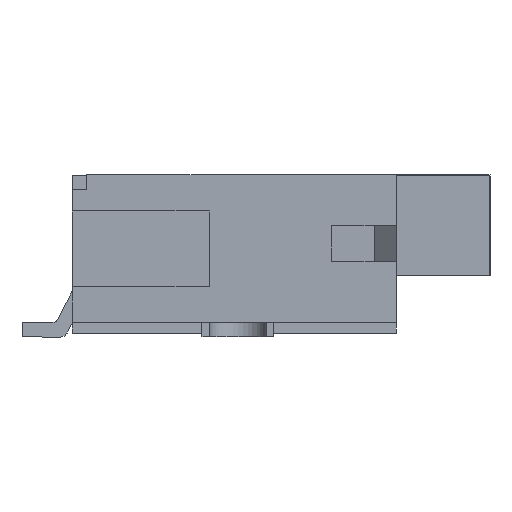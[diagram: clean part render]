
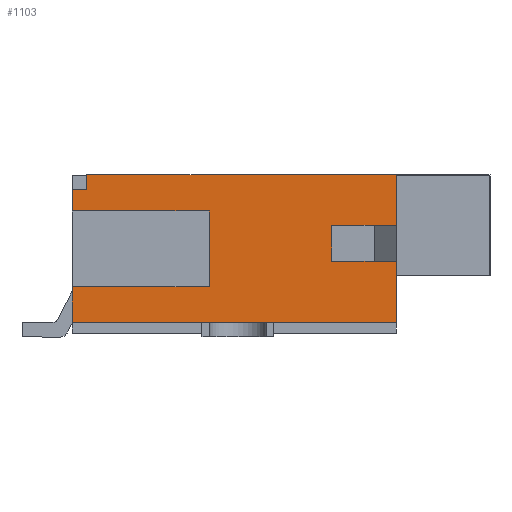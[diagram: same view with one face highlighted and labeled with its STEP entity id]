
A CAD part, left-side view. The second image highlights one B-rep face of the part: STEP entity #1103.
In plain terms, the highlighted planar face has unit normal (-1, 0, 0).
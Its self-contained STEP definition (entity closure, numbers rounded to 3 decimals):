
#1103 = ADVANCED_FACE( '', ( #2379 ), #2380, .T. );
#2379 = FACE_OUTER_BOUND( '', #3962, .T. );
#2380 = PLANE( '', #3963 );
#3962 = EDGE_LOOP( '', ( #6131, #6132, #6133, #6134, #6135, #6136, #6137, #6138, #6139, #6140, #6141, #6142, #6143, #6144 ) );
#3963 = AXIS2_PLACEMENT_3D( '', #6145, #6146, #6147 );
#6131 = ORIENTED_EDGE( '', *, *, #11721, .T. );
#6132 = ORIENTED_EDGE( '', *, *, #11722, .T. );
#6133 = ORIENTED_EDGE( '', *, *, #11723, .T. );
#6134 = ORIENTED_EDGE( '', *, *, #11724, .F. );
#6135 = ORIENTED_EDGE( '', *, *, #11383, .T. );
#6136 = ORIENTED_EDGE( '', *, *, #11725, .T. );
#6137 = ORIENTED_EDGE( '', *, *, #11726, .T. );
#6138 = ORIENTED_EDGE( '', *, *, #11727, .F. );
#6139 = ORIENTED_EDGE( '', *, *, #11728, .T. );
#6140 = ORIENTED_EDGE( '', *, *, #11729, .T. );
#6141 = ORIENTED_EDGE( '', *, *, #11730, .T. );
#6142 = ORIENTED_EDGE( '', *, *, #11731, .T. );
#6143 = ORIENTED_EDGE( '', *, *, #11732, .T. );
#6144 = ORIENTED_EDGE( '', *, *, #11733, .T. );
#6145 = CARTESIAN_POINT( '', ( -10.55, 0., 0. ) );
#6146 = DIRECTION( '', ( -1., 0., 0. ) );
#6147 = DIRECTION( '', ( 0., 0., 1. ) );
#11383 = EDGE_CURVE( '', #13974, #13978, #13980, .T. );
#11721 = EDGE_CURVE( '', #14585, #14586, #14587, .T. );
#11722 = EDGE_CURVE( '', #14586, #14588, #14589, .T. );
#11723 = EDGE_CURVE( '', #14588, #14590, #14591, .T. );
#11724 = EDGE_CURVE( '', #13974, #14590, #14592, .T. );
#11725 = EDGE_CURVE( '', #13978, #14593, #14594, .T. );
#11726 = EDGE_CURVE( '', #14593, #14595, #14596, .T. );
#11727 = EDGE_CURVE( '', #14597, #14595, #14598, .T. );
#11728 = EDGE_CURVE( '', #14597, #14599, #14600, .T. );
#11729 = EDGE_CURVE( '', #14599, #14601, #14602, .T. );
#11730 = EDGE_CURVE( '', #14601, #14603, #14604, .T. );
#11731 = EDGE_CURVE( '', #14603, #14605, #14606, .T. );
#11732 = EDGE_CURVE( '', #14605, #14607, #14608, .T. );
#11733 = EDGE_CURVE( '', #14607, #14585, #14609, .T. );
#13974 = VERTEX_POINT( '', #17776 );
#13978 = VERTEX_POINT( '', #17782 );
#13980 = LINE( '', #17785, #17786 );
#14585 = VERTEX_POINT( '', #18618 );
#14586 = VERTEX_POINT( '', #18619 );
#14587 = LINE( '', #18620, #18621 );
#14588 = VERTEX_POINT( '', #18622 );
#14589 = LINE( '', #18623, #18624 );
#14590 = VERTEX_POINT( '', #18625 );
#14591 = LINE( '', #18626, #18627 );
#14592 = LINE( '', #18628, #18629 );
#14593 = VERTEX_POINT( '', #18630 );
#14594 = LINE( '', #18631, #18632 );
#14595 = VERTEX_POINT( '', #18633 );
#14596 = LINE( '', #18634, #18635 );
#14597 = VERTEX_POINT( '', #18636 );
#14598 = LINE( '', #18637, #18638 );
#14599 = VERTEX_POINT( '', #18639 );
#14600 = LINE( '', #18640, #18641 );
#14601 = VERTEX_POINT( '', #18642 );
#14602 = LINE( '', #18643, #18644 );
#14603 = VERTEX_POINT( '', #18645 );
#14604 = LINE( '', #18646, #18647 );
#14605 = VERTEX_POINT( '', #18648 );
#14606 = LINE( '', #18649, #18650 );
#14607 = VERTEX_POINT( '', #18651 );
#14608 = LINE( '', #18652, #18653 );
#14609 = LINE( '', #18654, #18655 );
#17776 = CARTESIAN_POINT( '', ( -10.55, 0.35, 0.6 ) );
#17782 = CARTESIAN_POINT( '', ( -10.55, 0.35, -0.45 ) );
#17785 = CARTESIAN_POINT( '', ( -10.55, 0.35, 0.6 ) );
#17786 = VECTOR( '', #22751, 1000. );
#18618 = CARTESIAN_POINT( '', ( -10.55, 2.05, 1.1 ) );
#18619 = CARTESIAN_POINT( '', ( -10.55, 2.05, 0.9 ) );
#18620 = CARTESIAN_POINT( '', ( -10.55, 2.05, 0. ) );
#18621 = VECTOR( '', #23189, 1000. );
#18622 = CARTESIAN_POINT( '', ( -10.55, 2.25, 0.9 ) );
#18623 = CARTESIAN_POINT( '', ( -10.55, 0., 0.9 ) );
#18624 = VECTOR( '', #23190, 1000. );
#18625 = CARTESIAN_POINT( '', ( -10.55, 2.25, 0.6 ) );
#18626 = CARTESIAN_POINT( '', ( -10.55, 2.25, 1.1 ) );
#18627 = VECTOR( '', #23191, 1000. );
#18628 = CARTESIAN_POINT( '', ( -10.55, 0.35, 0.6 ) );
#18629 = VECTOR( '', #23192, 1000. );
#18630 = CARTESIAN_POINT( '', ( -10.55, 2.25, -0.45 ) );
#18631 = CARTESIAN_POINT( '', ( -10.55, 0.35, -0.45 ) );
#18632 = VECTOR( '', #23193, 1000. );
#18633 = CARTESIAN_POINT( '', ( -10.55, 2.25, -0.95 ) );
#18634 = CARTESIAN_POINT( '', ( -10.55, 2.25, 1.1 ) );
#18635 = VECTOR( '', #23194, 1000. );
#18636 = CARTESIAN_POINT( '', ( -10.55, -2.25, -0.95 ) );
#18637 = CARTESIAN_POINT( '', ( -10.55, -2.25, -0.95 ) );
#18638 = VECTOR( '', #23195, 1000. );
#18639 = CARTESIAN_POINT( '', ( -10.55, -2.25, -0.1 ) );
#18640 = CARTESIAN_POINT( '', ( -10.55, -2.25, -1.1 ) );
#18641 = VECTOR( '', #23196, 1000. );
#18642 = CARTESIAN_POINT( '', ( -10.55, -1.35, -0.1 ) );
#18643 = CARTESIAN_POINT( '', ( -10.55, -2.25, -0.1 ) );
#18644 = VECTOR( '', #23197, 1000. );
#18645 = CARTESIAN_POINT( '', ( -10.55, -1.35, 0.4 ) );
#18646 = CARTESIAN_POINT( '', ( -10.55, -1.35, -0.1 ) );
#18647 = VECTOR( '', #23198, 1000. );
#18648 = CARTESIAN_POINT( '', ( -10.55, -2.25, 0.4 ) );
#18649 = CARTESIAN_POINT( '', ( -10.55, -1.35, 0.4 ) );
#18650 = VECTOR( '', #23199, 1000. );
#18651 = CARTESIAN_POINT( '', ( -10.55, -2.25, 1.1 ) );
#18652 = CARTESIAN_POINT( '', ( -10.55, -2.25, -1.1 ) );
#18653 = VECTOR( '', #23200, 1000. );
#18654 = CARTESIAN_POINT( '', ( -10.55, -2.25, 1.1 ) );
#18655 = VECTOR( '', #23201, 1000. );
#22751 = DIRECTION( '', ( 0., 0., -1. ) );
#23189 = DIRECTION( '', ( 0., 0., -1. ) );
#23190 = DIRECTION( '', ( 0., 1., 0. ) );
#23191 = DIRECTION( '', ( 0., 0., -1. ) );
#23192 = DIRECTION( '', ( 0., 1., 0. ) );
#23193 = DIRECTION( '', ( 0., 1., 0. ) );
#23194 = DIRECTION( '', ( 0., 0., -1. ) );
#23195 = DIRECTION( '', ( 0., 1., 0. ) );
#23196 = DIRECTION( '', ( 0., 0., 1. ) );
#23197 = DIRECTION( '', ( 0., 1., 0. ) );
#23198 = DIRECTION( '', ( 0., 0., 1. ) );
#23199 = DIRECTION( '', ( 0., -1., 0. ) );
#23200 = DIRECTION( '', ( 0., 0., 1. ) );
#23201 = DIRECTION( '', ( 0., 1., 0. ) );
